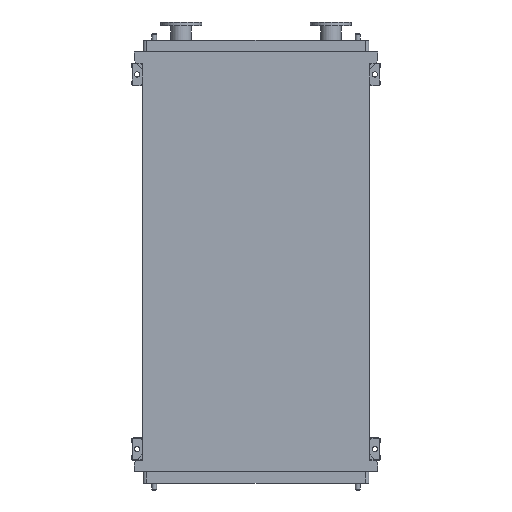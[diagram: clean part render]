
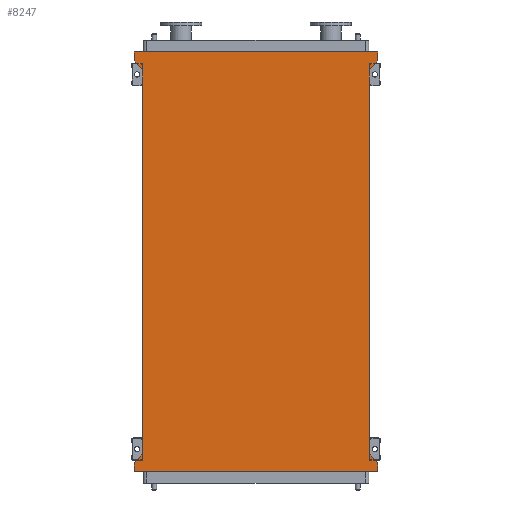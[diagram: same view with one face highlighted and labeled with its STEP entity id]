
A CAD part, front view. The second image highlights one B-rep face of the part: STEP entity #8247.
In plain terms, the highlighted planar face has unit normal (0, -1, 0).
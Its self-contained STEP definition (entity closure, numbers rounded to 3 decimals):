
#168 = VECTOR ( 'NONE', #12571, 1000. ) ;
#391 = VERTEX_POINT ( 'NONE', #4776 ) ;
#589 = VECTOR ( 'NONE', #13119, 1000. ) ;
#806 = EDGE_CURVE ( 'NONE', #391, #10585, #2166, .T. ) ;
#921 = VECTOR ( 'NONE', #3880, 1000. ) ;
#1004 = DIRECTION ( 'NONE',  ( 0., 0., 1. ) ) ;
#1305 = EDGE_CURVE ( 'NONE', #11948, #391, #7007, .T. ) ;
#1378 = LINE ( 'NONE', #15530, #921 ) ;
#1637 = FACE_OUTER_BOUND ( 'NONE', #12582, .T. ) ;
#1705 = VECTOR ( 'NONE', #11778, 1000. ) ;
#1844 = VERTEX_POINT ( 'NONE', #7295 ) ;
#2151 = LINE ( 'NONE', #6460, #6091 ) ;
#2166 = LINE ( 'NONE', #11980, #1705 ) ;
#2196 = DIRECTION ( 'NONE',  ( 0., -1., 0. ) ) ;
#2260 = CARTESIAN_POINT ( 'NONE',  ( -651., 0., 95. ) ) ;
#2315 = VERTEX_POINT ( 'NONE', #17091 ) ;
#2347 = DIRECTION ( 'NONE',  ( 0., 0., 1. ) ) ;
#2578 = CARTESIAN_POINT ( 'NONE',  ( -651., 0., 95. ) ) ;
#2716 = ORIENTED_EDGE ( 'NONE', *, *, #12593, .F. ) ;
#2741 = CARTESIAN_POINT ( 'NONE',  ( -651., 0., -2145. ) ) ;
#2842 = CARTESIAN_POINT ( 'NONE',  ( -651., 0., 53. ) ) ;
#2942 = VECTOR ( 'NONE', #16069, 1000. ) ;
#3267 = VECTOR ( 'NONE', #13006, 1000. ) ;
#3275 = VERTEX_POINT ( 'NONE', #2260 ) ;
#3364 = AXIS2_PLACEMENT_3D ( 'NONE', #11032, #2196, #12486 ) ;
#3726 = LINE ( 'NONE', #14426, #3267 ) ;
#3749 = CARTESIAN_POINT ( 'NONE',  ( -605., 0., 0. ) ) ;
#3770 = EDGE_CURVE ( 'NONE', #11453, #11948, #1378, .T. ) ;
#3880 = DIRECTION ( 'NONE',  ( -1., 0., 0. ) ) ;
#4003 = LINE ( 'NONE', #2578, #15159 ) ;
#4069 = DIRECTION ( 'NONE',  ( 1., 0., 0. ) ) ;
#4314 = LINE ( 'NONE', #9705, #15475 ) ;
#4490 = LINE ( 'NONE', #2842, #589 ) ;
#4776 = CARTESIAN_POINT ( 'NONE',  ( -651., 0., -2103. ) ) ;
#5155 = VECTOR ( 'NONE', #2347, 1000. ) ;
#5572 = LINE ( 'NONE', #8385, #15762 ) ;
#5957 = CARTESIAN_POINT ( 'NONE',  ( 651., 0., -2103. ) ) ;
#5970 = ORIENTED_EDGE ( 'NONE', *, *, #15885, .F. ) ;
#6091 = VECTOR ( 'NONE', #15130, 1000. ) ;
#6217 = EDGE_CURVE ( 'NONE', #10862, #9828, #7983, .T. ) ;
#6226 = ORIENTED_EDGE ( 'NONE', *, *, #1305, .F. ) ;
#6380 = ORIENTED_EDGE ( 'NONE', *, *, #13794, .T. ) ;
#6460 = CARTESIAN_POINT ( 'NONE',  ( 651., 0., 95. ) ) ;
#7007 = LINE ( 'NONE', #12816, #7470 ) ;
#7295 = CARTESIAN_POINT ( 'NONE',  ( 651., 0., 53. ) ) ;
#7470 = VECTOR ( 'NONE', #1004, 1000. ) ;
#7977 = CARTESIAN_POINT ( 'NONE',  ( -605., 0., 0. ) ) ;
#7983 = LINE ( 'NONE', #3749, #168 ) ;
#8028 = CARTESIAN_POINT ( 'NONE',  ( -605., 0., -2050. ) ) ;
#8065 = PLANE ( 'NONE',  #3364 ) ;
#8247 = ADVANCED_FACE ( 'NONE', ( #1637 ), #8065, .T. ) ;
#8381 = VERTEX_POINT ( 'NONE', #18442 ) ;
#8385 = CARTESIAN_POINT ( 'NONE',  ( 605., 0., -2050. ) ) ;
#8402 = VERTEX_POINT ( 'NONE', #18504 ) ;
#8810 = ORIENTED_EDGE ( 'NONE', *, *, #3770, .F. ) ;
#9705 = CARTESIAN_POINT ( 'NONE',  ( 651., 0., 53. ) ) ;
#9828 = VERTEX_POINT ( 'NONE', #17969 ) ;
#10585 = VERTEX_POINT ( 'NONE', #8028 ) ;
#10689 = EDGE_CURVE ( 'NONE', #1844, #2315, #4314, .T. ) ;
#10862 = VERTEX_POINT ( 'NONE', #7977 ) ;
#11032 = CARTESIAN_POINT ( 'NONE',  ( -605., 0., -2050. ) ) ;
#11129 = ORIENTED_EDGE ( 'NONE', *, *, #16809, .F. ) ;
#11209 = CARTESIAN_POINT ( 'NONE',  ( 605., 0., -2050. ) ) ;
#11262 = ORIENTED_EDGE ( 'NONE', *, *, #13235, .F. ) ;
#11428 = ORIENTED_EDGE ( 'NONE', *, *, #13100, .F. ) ;
#11453 = VERTEX_POINT ( 'NONE', #18695 ) ;
#11778 = DIRECTION ( 'NONE',  ( 0.655, 0., 0.755 ) ) ;
#11948 = VERTEX_POINT ( 'NONE', #2741 ) ;
#11980 = CARTESIAN_POINT ( 'NONE',  ( -651., 0., -2103. ) ) ;
#12486 = DIRECTION ( 'NONE',  ( 0., 0., -1. ) ) ;
#12571 = DIRECTION ( 'NONE',  ( -0.655, 0., 0.755 ) ) ;
#12582 = EDGE_LOOP ( 'NONE', ( #6380, #12730, #11262, #11428, #2716, #16790, #5970, #18173, #6226, #8810, #16941, #11129 ) ) ;
#12593 = EDGE_CURVE ( 'NONE', #9828, #3275, #4490, .T. ) ;
#12730 = ORIENTED_EDGE ( 'NONE', *, *, #10689, .F. ) ;
#12816 = CARTESIAN_POINT ( 'NONE',  ( -651., 0., -2145. ) ) ;
#13006 = DIRECTION ( 'NONE',  ( 0., 0., 1. ) ) ;
#13100 = EDGE_CURVE ( 'NONE', #3275, #8381, #4003, .T. ) ;
#13119 = DIRECTION ( 'NONE',  ( 0., 0., 1. ) ) ;
#13135 = VERTEX_POINT ( 'NONE', #14292 ) ;
#13235 = EDGE_CURVE ( 'NONE', #8381, #1844, #2151, .T. ) ;
#13794 = EDGE_CURVE ( 'NONE', #13135, #2315, #16235, .T. ) ;
#14053 = DIRECTION ( 'NONE',  ( -0.655, 0., -0.755 ) ) ;
#14292 = CARTESIAN_POINT ( 'NONE',  ( 605., 0., -2050. ) ) ;
#14426 = CARTESIAN_POINT ( 'NONE',  ( -605., 0., -2050. ) ) ;
#15130 = DIRECTION ( 'NONE',  ( 0., 0., -1. ) ) ;
#15159 = VECTOR ( 'NONE', #4069, 1000. ) ;
#15475 = VECTOR ( 'NONE', #14053, 1000. ) ;
#15530 = CARTESIAN_POINT ( 'NONE',  ( 651., 0., -2145. ) ) ;
#15762 = VECTOR ( 'NONE', #16990, 1000. ) ;
#15885 = EDGE_CURVE ( 'NONE', #10585, #10862, #3726, .T. ) ;
#16069 = DIRECTION ( 'NONE',  ( 0., 0., -1. ) ) ;
#16235 = LINE ( 'NONE', #11209, #5155 ) ;
#16790 = ORIENTED_EDGE ( 'NONE', *, *, #6217, .F. ) ;
#16809 = EDGE_CURVE ( 'NONE', #13135, #8402, #5572, .T. ) ;
#16941 = ORIENTED_EDGE ( 'NONE', *, *, #18186, .F. ) ;
#16990 = DIRECTION ( 'NONE',  ( 0.655, 0., -0.755 ) ) ;
#17091 = CARTESIAN_POINT ( 'NONE',  ( 605., 0., 0. ) ) ;
#17969 = CARTESIAN_POINT ( 'NONE',  ( -651., 0., 53. ) ) ;
#18173 = ORIENTED_EDGE ( 'NONE', *, *, #806, .F. ) ;
#18186 = EDGE_CURVE ( 'NONE', #8402, #11453, #18340, .T. ) ;
#18340 = LINE ( 'NONE', #5957, #2942 ) ;
#18442 = CARTESIAN_POINT ( 'NONE',  ( 651., 0., 95. ) ) ;
#18504 = CARTESIAN_POINT ( 'NONE',  ( 651., 0., -2103. ) ) ;
#18695 = CARTESIAN_POINT ( 'NONE',  ( 651., 0., -2145. ) ) ;
